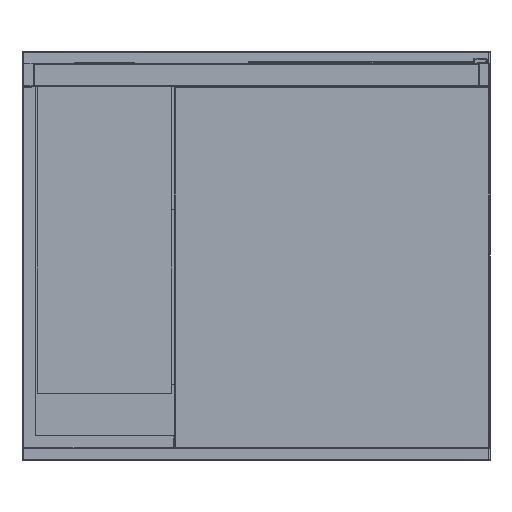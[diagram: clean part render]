
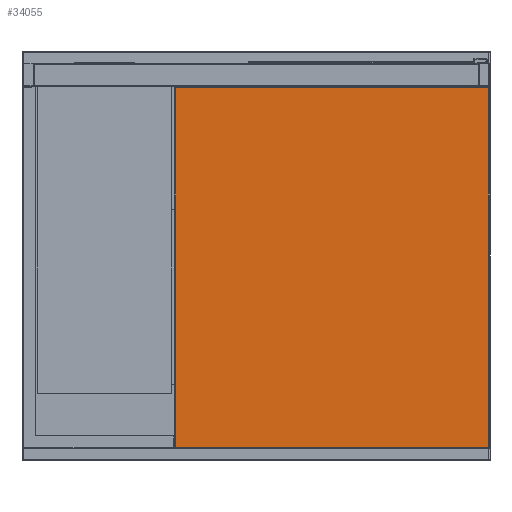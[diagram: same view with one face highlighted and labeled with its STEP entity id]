
A CAD part, front view. The second image highlights one B-rep face of the part: STEP entity #34055.
In plain terms, the highlighted planar face has unit normal (0, -1, 0).
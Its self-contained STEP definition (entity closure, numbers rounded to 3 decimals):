
#170 = LINE ( 'NONE', #12993, #30884 ) ;
#214 = EDGE_CURVE ( 'NONE', #4804, #12553, #27285, .T. ) ;
#1011 = ORIENTED_EDGE ( 'NONE', *, *, #7677, .T. ) ;
#1322 = DIRECTION ( 'NONE',  ( 0., 0., -1. ) ) ;
#3106 = DIRECTION ( 'NONE',  ( 1., 0., 0. ) ) ;
#3289 = CARTESIAN_POINT ( 'NONE',  ( -268., -325., -42. ) ) ;
#3393 = VERTEX_POINT ( 'NONE', #31217 ) ;
#4804 = VERTEX_POINT ( 'NONE', #3289 ) ;
#6498 = PLANE ( 'NONE',  #23889 ) ;
#7677 = EDGE_CURVE ( 'NONE', #12553, #3393, #11064, .T. ) ;
#8468 = EDGE_CURVE ( 'NONE', #21601, #4804, #11485, .T. ) ;
#9064 = DIRECTION ( 'NONE',  ( -1., 0., 0. ) ) ;
#9651 = EDGE_LOOP ( 'NONE', ( #33104, #32199, #1011, #26801 ) ) ;
#11064 = LINE ( 'NONE', #13499, #28157 ) ;
#11485 = LINE ( 'NONE', #25004, #11634 ) ;
#11634 = VECTOR ( 'NONE', #9064, 1000. ) ;
#12553 = VERTEX_POINT ( 'NONE', #23059 ) ;
#12993 = CARTESIAN_POINT ( 'NONE',  ( 268., -325., -660. ) ) ;
#13333 = DIRECTION ( 'NONE',  ( 0., 0., 1. ) ) ;
#13499 = CARTESIAN_POINT ( 'NONE',  ( -270., -325., -658. ) ) ;
#16212 = DIRECTION ( 'NONE',  ( 0., 0., -1. ) ) ;
#16919 = VECTOR ( 'NONE', #16212, 1000. ) ;
#19506 = CARTESIAN_POINT ( 'NONE',  ( -270., -325., -660. ) ) ;
#21601 = VERTEX_POINT ( 'NONE', #32684 ) ;
#23059 = CARTESIAN_POINT ( 'NONE',  ( -268., -325., -658. ) ) ;
#23889 = AXIS2_PLACEMENT_3D ( 'NONE', #19506, #24864, #1322 ) ;
#24337 = CARTESIAN_POINT ( 'NONE',  ( -268., -325., -660. ) ) ;
#24864 = DIRECTION ( 'NONE',  ( 0., -1., 0. ) ) ;
#25004 = CARTESIAN_POINT ( 'NONE',  ( -270., -325., -42. ) ) ;
#26801 = ORIENTED_EDGE ( 'NONE', *, *, #29252, .T. ) ;
#27285 = LINE ( 'NONE', #24337, #16919 ) ;
#28157 = VECTOR ( 'NONE', #3106, 1000. ) ;
#29252 = EDGE_CURVE ( 'NONE', #3393, #21601, #170, .T. ) ;
#30434 = FACE_OUTER_BOUND ( 'NONE', #9651, .T. ) ;
#30884 = VECTOR ( 'NONE', #13333, 1000. ) ;
#31217 = CARTESIAN_POINT ( 'NONE',  ( 268., -325., -658. ) ) ;
#32199 = ORIENTED_EDGE ( 'NONE', *, *, #214, .T. ) ;
#32684 = CARTESIAN_POINT ( 'NONE',  ( 268., -325., -42. ) ) ;
#33104 = ORIENTED_EDGE ( 'NONE', *, *, #8468, .T. ) ;
#34055 = ADVANCED_FACE ( 'Fl�che8', ( #30434 ), #6498, .T. ) ;
